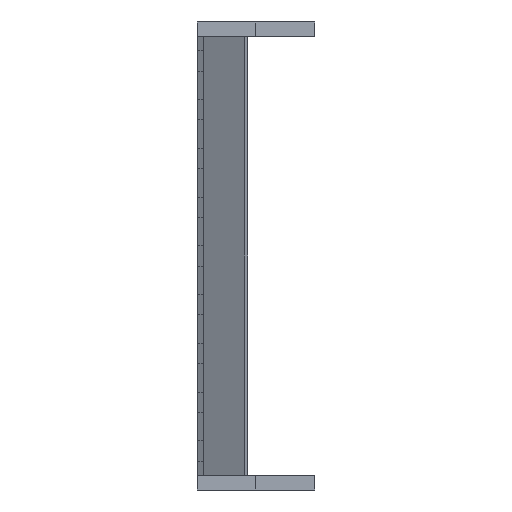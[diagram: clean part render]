
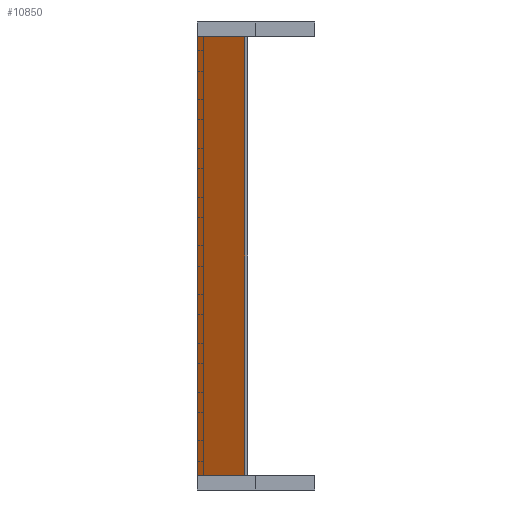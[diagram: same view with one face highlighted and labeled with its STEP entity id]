
A CAD part, left-side view. The second image highlights one B-rep face of the part: STEP entity #10850.
In plain terms, the highlighted planar face has unit normal (-0.866, 0.5, 0).
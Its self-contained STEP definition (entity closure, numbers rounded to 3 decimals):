
#217 = DIRECTION ( 'NONE',  ( 0.5, 0.866, 0. ) ) ;
#371 = VERTEX_POINT ( 'NONE', #6517 ) ;
#664 = CARTESIAN_POINT ( 'NONE',  ( -27.496, -14.101, -150. ) ) ;
#734 = DIRECTION ( 'NONE',  ( 0., 0., 1. ) ) ;
#1142 = EDGE_CURVE ( 'NONE', #371, #2753, #3403, .T. ) ;
#1181 = VECTOR ( 'NONE', #217, 1000. ) ;
#1360 = ORIENTED_EDGE ( 'NONE', *, *, #3810, .T. ) ;
#1707 = ORIENTED_EDGE ( 'NONE', *, *, #5098, .F. ) ;
#2052 = CARTESIAN_POINT ( 'NONE',  ( -27.496, -14.101, 0. ) ) ;
#2141 = VECTOR ( 'NONE', #5614, 1000. ) ;
#2215 = CARTESIAN_POINT ( 'NONE',  ( -27.496, -14.101, -150. ) ) ;
#2249 = VERTEX_POINT ( 'NONE', #2052 ) ;
#2581 = ORIENTED_EDGE ( 'NONE', *, *, #4238, .T. ) ;
#2753 = VERTEX_POINT ( 'NONE', #3013 ) ;
#3013 = CARTESIAN_POINT ( 'NONE',  ( -19.355, 0., -150. ) ) ;
#3310 = DIRECTION ( 'NONE',  ( 0.5, 0.866, 0. ) ) ;
#3403 = LINE ( 'NONE', #3556, #1181 ) ;
#3556 = CARTESIAN_POINT ( 'NONE',  ( -27.496, -14.101, -150. ) ) ;
#3718 = DIRECTION ( 'NONE',  ( 0.5, 0.866, 0. ) ) ;
#3810 = EDGE_CURVE ( 'NONE', #4631, #10407, #6375, .T. ) ;
#4117 = CARTESIAN_POINT ( 'NONE',  ( -19.355, 0., 0. ) ) ;
#4153 = VECTOR ( 'NONE', #9087, 1000. ) ;
#4238 = EDGE_CURVE ( 'NONE', #2249, #4631, #4243, .T. ) ;
#4243 = LINE ( 'NONE', #7872, #10741 ) ;
#4341 = VECTOR ( 'NONE', #734, 1000. ) ;
#4565 = CARTESIAN_POINT ( 'NONE',  ( -18.2, 2., 0. ) ) ;
#4631 = VERTEX_POINT ( 'NONE', #4912 ) ;
#4674 = CARTESIAN_POINT ( 'NONE',  ( -18.2, 2., -150. ) ) ;
#4721 = ORIENTED_EDGE ( 'NONE', *, *, #6665, .F. ) ;
#4909 = ORIENTED_EDGE ( 'NONE', *, *, #1142, .F. ) ;
#4912 = CARTESIAN_POINT ( 'NONE',  ( -19.355, 0., 0. ) ) ;
#5006 = EDGE_CURVE ( 'NONE', #371, #2249, #6090, .T. ) ;
#5098 = EDGE_CURVE ( 'NONE', #10924, #10407, #6630, .T. ) ;
#5429 = DIRECTION ( 'NONE',  ( 0., 0., -1. ) ) ;
#5614 = DIRECTION ( 'NONE',  ( 0., 0., 1. ) ) ;
#6068 = ORIENTED_EDGE ( 'NONE', *, *, #5006, .T. ) ;
#6090 = LINE ( 'NONE', #2215, #2141 ) ;
#6095 = VECTOR ( 'NONE', #3310, 1000. ) ;
#6375 = LINE ( 'NONE', #4117, #6095 ) ;
#6517 = CARTESIAN_POINT ( 'NONE',  ( -27.496, -14.101, -150. ) ) ;
#6630 = LINE ( 'NONE', #8254, #4341 ) ;
#6665 = EDGE_CURVE ( 'NONE', #2753, #10924, #6689, .T. ) ;
#6689 = LINE ( 'NONE', #664, #4153 ) ;
#7481 = EDGE_LOOP ( 'NONE', ( #2581, #1360, #1707, #4721, #4909, #6068 ) ) ;
#7872 = CARTESIAN_POINT ( 'NONE',  ( -27.496, -14.101, 0. ) ) ;
#7929 = CARTESIAN_POINT ( 'NONE',  ( -27.496, -14.101, -150. ) ) ;
#8254 = CARTESIAN_POINT ( 'NONE',  ( -18.2, 2., -150. ) ) ;
#9087 = DIRECTION ( 'NONE',  ( 0.5, 0.866, 0. ) ) ;
#10379 = PLANE ( 'NONE',  #10769 ) ;
#10407 = VERTEX_POINT ( 'NONE', #4565 ) ;
#10491 = DIRECTION ( 'NONE',  ( 0.866, -0.5, 0. ) ) ;
#10574 = FACE_OUTER_BOUND ( 'NONE', #7481, .T. ) ;
#10741 = VECTOR ( 'NONE', #3718, 1000. ) ;
#10769 = AXIS2_PLACEMENT_3D ( 'NONE', #7929, #10491, #5429 ) ;
#10850 = ADVANCED_FACE ( 'NONE', ( #10574 ), #10379, .F. ) ;
#10924 = VERTEX_POINT ( 'NONE', #4674 ) ;
